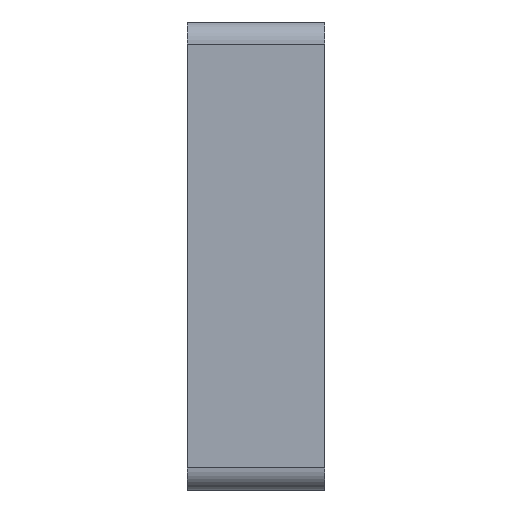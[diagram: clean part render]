
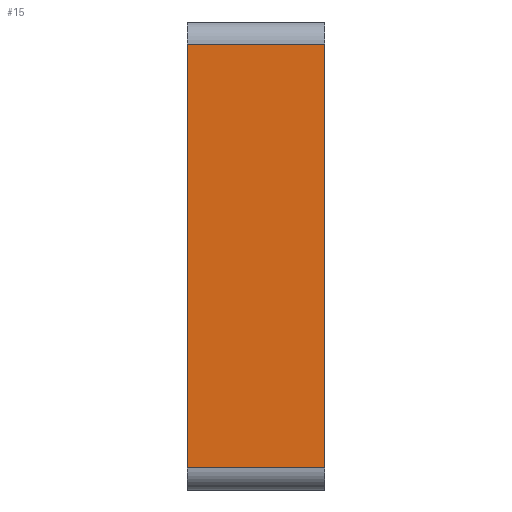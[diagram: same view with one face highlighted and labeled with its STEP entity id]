
A CAD part, left-side view. The second image highlights one B-rep face of the part: STEP entity #15.
In plain terms, the highlighted planar face has unit normal (-1, 0, 0).
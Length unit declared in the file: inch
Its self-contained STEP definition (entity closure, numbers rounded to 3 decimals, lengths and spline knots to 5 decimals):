
#8 = DIRECTION ( 'NONE',  ( 1., 0., 0. ) ) ;
#15 = ADVANCED_FACE ( 'NONE', ( #25 ), #443, .F. ) ;
#19 = CARTESIAN_POINT ( 'NONE',  ( 0., 0.375, -0.06 ) ) ;
#25 = FACE_OUTER_BOUND ( 'NONE', #284, .T. ) ;
#43 = CARTESIAN_POINT ( 'NONE',  ( 0., 0.375, 0. ) ) ;
#58 = ORIENTED_EDGE ( 'NONE', *, *, #676, .T. ) ;
#71 = DIRECTION ( 'NONE',  ( 0., 1., 0. ) ) ;
#85 = LINE ( 'NONE', #19, #352 ) ;
#150 = VERTEX_POINT ( 'NONE', #445 ) ;
#162 = CARTESIAN_POINT ( 'NONE',  ( 0., 0.375, -1.215 ) ) ;
#179 = DIRECTION ( 'NONE',  ( 0., 0., -1. ) ) ;
#195 = DIRECTION ( 'NONE',  ( 0., -1., 0. ) ) ;
#204 = ORIENTED_EDGE ( 'NONE', *, *, #707, .T. ) ;
#206 = VECTOR ( 'NONE', #650, 39.37008 ) ;
#238 = VERTEX_POINT ( 'NONE', #552 ) ;
#241 = LINE ( 'NONE', #162, #659 ) ;
#284 = EDGE_LOOP ( 'NONE', ( #449, #204, #58, #465 ) ) ;
#292 = LINE ( 'NONE', #535, #574 ) ;
#309 = CARTESIAN_POINT ( 'NONE',  ( 0., 0.375, 0. ) ) ;
#352 = VECTOR ( 'NONE', #71, 39.37008 ) ;
#365 = VERTEX_POINT ( 'NONE', #673 ) ;
#429 = CARTESIAN_POINT ( 'NONE',  ( 0., 0., -1.215 ) ) ;
#443 = PLANE ( 'NONE',  #546 ) ;
#445 = CARTESIAN_POINT ( 'NONE',  ( 0., 0.375, -0.06 ) ) ;
#449 = ORIENTED_EDGE ( 'NONE', *, *, #611, .F. ) ;
#465 = ORIENTED_EDGE ( 'NONE', *, *, #710, .T. ) ;
#481 = LINE ( 'NONE', #309, #206 ) ;
#535 = CARTESIAN_POINT ( 'NONE',  ( 0., 0., 0. ) ) ;
#546 = AXIS2_PLACEMENT_3D ( 'NONE', #43, #8, #179 ) ;
#552 = CARTESIAN_POINT ( 'NONE',  ( 0., 0., -0.06 ) ) ;
#574 = VECTOR ( 'NONE', #596, 39.37008 ) ;
#596 = DIRECTION ( 'NONE',  ( 0., 0., 1. ) ) ;
#611 = EDGE_CURVE ( 'NONE', #365, #150, #481, .T. ) ;
#613 = VERTEX_POINT ( 'NONE', #429 ) ;
#650 = DIRECTION ( 'NONE',  ( 0., 0., 1. ) ) ;
#659 = VECTOR ( 'NONE', #195, 39.37008 ) ;
#673 = CARTESIAN_POINT ( 'NONE',  ( 0., 0.375, -1.215 ) ) ;
#676 = EDGE_CURVE ( 'NONE', #613, #238, #292, .T. ) ;
#707 = EDGE_CURVE ( 'NONE', #365, #613, #241, .T. ) ;
#710 = EDGE_CURVE ( 'NONE', #238, #150, #85, .T. ) ;
